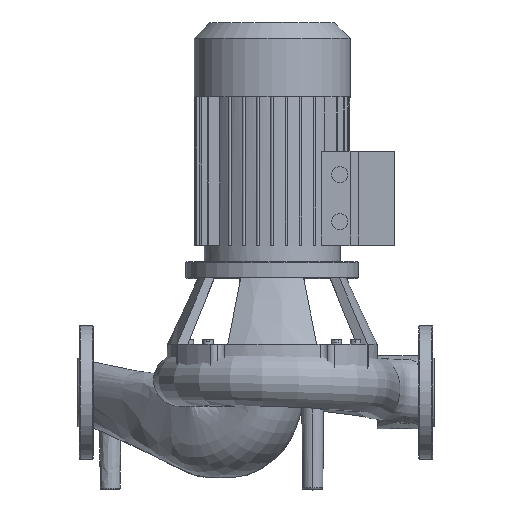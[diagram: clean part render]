
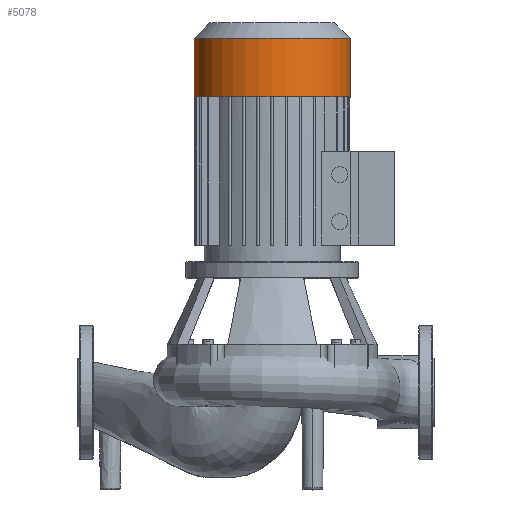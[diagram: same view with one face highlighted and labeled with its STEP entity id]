
A CAD part, top view. The second image highlights one B-rep face of the part: STEP entity #5078.
In plain terms, the highlighted cylindrical face has radius 96.5 mm (diameter 193 mm), a partial arc.
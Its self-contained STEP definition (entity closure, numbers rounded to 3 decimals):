
#280=CARTESIAN_POINT('',(336.5,364.5,200.0));
#281=VERTEX_POINT('',#280);
#282=CARTESIAN_POINT('',(336.5,436.7,200.0));
#283=VERTEX_POINT('',#282);
#284=CARTESIAN_POINT('',(336.5,364.5,200.0));
#285=DIRECTION('',(0.0,1.0,0.0));
#286=VECTOR('',#285,72.2);
#287=LINE('',#284,#286);
#288=EDGE_CURVE('',#281,#283,#287,.T.);
#290=CARTESIAN_POINT('',(143.5,364.5,200.0));
#291=VERTEX_POINT('',#290);
#299=CARTESIAN_POINT('',(143.5,436.7,200.0));
#300=VERTEX_POINT('',#299);
#301=CARTESIAN_POINT('',(143.5,364.5,200.0));
#302=DIRECTION('',(0.0,1.0,0.0));
#303=VECTOR('',#302,72.2);
#304=LINE('',#301,#303);
#305=EDGE_CURVE('',#291,#300,#304,.T.);
#3627=CARTESIAN_POINT('',(240.0,364.5,200.0));
#3628=DIRECTION('',(0.0,1.0,0.0));
#3629=DIRECTION('',(1.0,0.0,0.0));
#3630=AXIS2_PLACEMENT_3D('',#3627,#3628,#3629);
#3631=CIRCLE('',#3630,96.5);
#3632=EDGE_CURVE('',#291,#281,#3631,.T.);
#5057=CARTESIAN_POINT('',(240.0,436.7,200.0));
#5058=DIRECTION('',(0.0,1.0,0.0));
#5059=DIRECTION('',(1.0,0.0,0.0));
#5060=AXIS2_PLACEMENT_3D('',#5057,#5058,#5059);
#5061=CIRCLE('',#5060,96.5);
#5062=EDGE_CURVE('',#300,#283,#5061,.T.);
#5067=CARTESIAN_POINT('',(240.0,456.0,200.0));
#5068=DIRECTION('',(0.0,-1.0,0.0));
#5069=DIRECTION('',(1.0,0.0,0.0));
#5070=AXIS2_PLACEMENT_3D('',#5067,#5068,#5069);
#5071=CYLINDRICAL_SURFACE('',#5070,96.5);
#5072=ORIENTED_EDGE('',*,*,#288,.T.);
#5073=ORIENTED_EDGE('',*,*,#5062,.F.);
#5074=ORIENTED_EDGE('',*,*,#305,.F.);
#5075=ORIENTED_EDGE('',*,*,#3632,.T.);
#5076=EDGE_LOOP('',(#5072,#5073,#5074,#5075));
#5077=FACE_OUTER_BOUND('',#5076,.T.);
#5078=ADVANCED_FACE('',(#5077),#5071,.T.);
